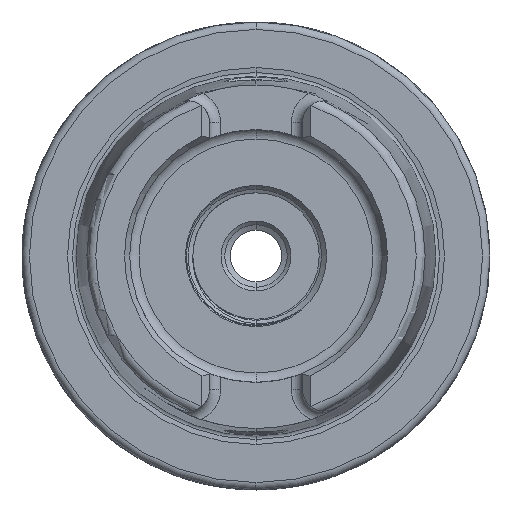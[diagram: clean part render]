
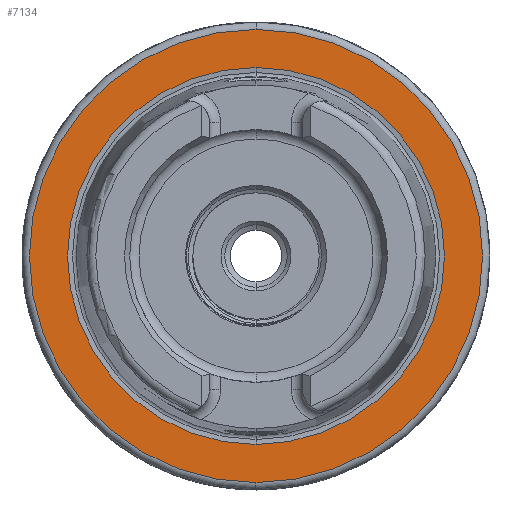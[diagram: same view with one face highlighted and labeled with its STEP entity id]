
A CAD part, left-side view. The second image highlights one B-rep face of the part: STEP entity #7134.
In plain terms, the highlighted planar face has unit normal (-1, 0, 0).
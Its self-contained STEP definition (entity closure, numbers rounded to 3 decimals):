
#648 = AXIS2_PLACEMENT_3D ( 'NONE', #2377, #2378, #2379 ) ;
#658 = AXIS2_PLACEMENT_3D ( 'NONE', #2365, #2366, #2367 ) ;
#2365 = CARTESIAN_POINT ( 'NONE',  ( 0., 0., 0. ) ) ;
#2366 = DIRECTION ( 'NONE',  ( -1., 0., 0. ) ) ;
#2367 = DIRECTION ( 'NONE',  ( 0., 0., 1. ) ) ;
#2377 = CARTESIAN_POINT ( 'NONE',  ( 0., 0., 0. ) ) ;
#2378 = DIRECTION ( 'NONE',  ( 1., 0., 0. ) ) ;
#2379 = DIRECTION ( 'NONE',  ( 0., 0., -1. ) ) ;
#3478 = CARTESIAN_POINT ( 'NONE',  ( 0., 0., 0. ) ) ;
#3479 = DIRECTION ( 'NONE',  ( -1., 0., 0. ) ) ;
#3480 = DIRECTION ( 'NONE',  ( 0., 0., 1. ) ) ;
#3481 = CARTESIAN_POINT ( 'NONE',  ( 0., 0., 0. ) ) ;
#3482 = DIRECTION ( 'NONE',  ( 1., 0., 0. ) ) ;
#3483 = DIRECTION ( 'NONE',  ( 0., 0., -1. ) ) ;
#4594 = AXIS2_PLACEMENT_3D ( 'NONE', #3478, #3479, #3480 ) ;
#4596 = AXIS2_PLACEMENT_3D ( 'NONE', #3481, #3482, #3483 ) ;
#5374 = ORIENTED_EDGE ( 'NONE', *, *, #15419, .T. ) ;
#5375 = ORIENTED_EDGE ( 'NONE', *, *, #18132, .T. ) ;
#5376 = ORIENTED_EDGE ( 'NONE', *, *, #18130, .T. ) ;
#5377 = ORIENTED_EDGE ( 'NONE', *, *, #15415, .T. ) ;
#6478 = VERTEX_POINT ( 'NONE', #9627 ) ;
#6479 = VERTEX_POINT ( 'NONE', #9628 ) ;
#6482 = VERTEX_POINT ( 'NONE', #9631 ) ;
#6483 = VERTEX_POINT ( 'NONE', #9632 ) ;
#7134 = ADVANCED_FACE ( 'NONE', ( #13935, #13938 ), #10793, .T. ) ;
#7521 = CIRCLE ( 'NONE', #658, 30.5 ) ;
#7524 = CIRCLE ( 'NONE', #648, 25.369 ) ;
#7588 = CIRCLE ( 'NONE', #4594, 30.5 ) ;
#7589 = CIRCLE ( 'NONE', #4596, 25.369 ) ;
#9627 = CARTESIAN_POINT ( 'NONE',  ( 0., 0., -30.5 ) ) ;
#9628 = CARTESIAN_POINT ( 'NONE',  ( 0., 0., 30.5 ) ) ;
#9631 = CARTESIAN_POINT ( 'NONE',  ( 0., 0., -25.369 ) ) ;
#9632 = CARTESIAN_POINT ( 'NONE',  ( 0., 0., 25.369 ) ) ;
#10793 = PLANE ( 'NONE',  #13940 ) ;
#10794 = CARTESIAN_POINT ( 'NONE',  ( 0., 25.369, 0. ) ) ;
#10795 = DIRECTION ( 'NONE',  ( -1., 0., 0. ) ) ;
#10796 = DIRECTION ( 'NONE',  ( 0., 0., 1. ) ) ;
#13935 = FACE_OUTER_BOUND ( 'NONE', #14756, .T. ) ;
#13938 = FACE_BOUND ( 'NONE', #14755, .T. ) ;
#13940 = AXIS2_PLACEMENT_3D ( 'NONE', #10794, #10795, #10796 ) ;
#14755 = EDGE_LOOP ( 'NONE', ( #5374, #5375 ) ) ;
#14756 = EDGE_LOOP ( 'NONE', ( #5377, #5376 ) ) ;
#15415 = EDGE_CURVE ( 'NONE', #6479, #6478, #7521, .T. ) ;
#15419 = EDGE_CURVE ( 'NONE', #6483, #6482, #7524, .T. ) ;
#18130 = EDGE_CURVE ( 'NONE', #6478, #6479, #7588, .T. ) ;
#18132 = EDGE_CURVE ( 'NONE', #6482, #6483, #7589, .T. ) ;
